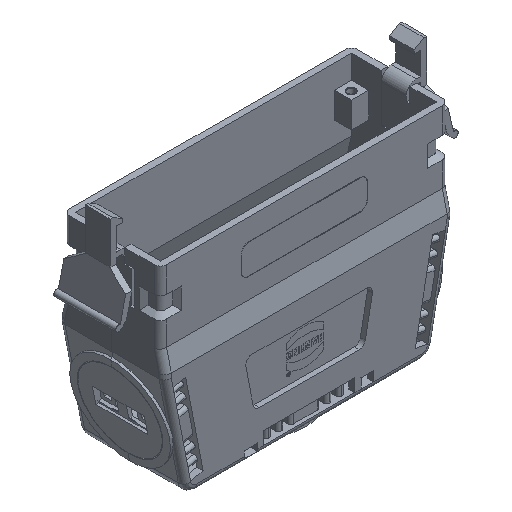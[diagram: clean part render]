
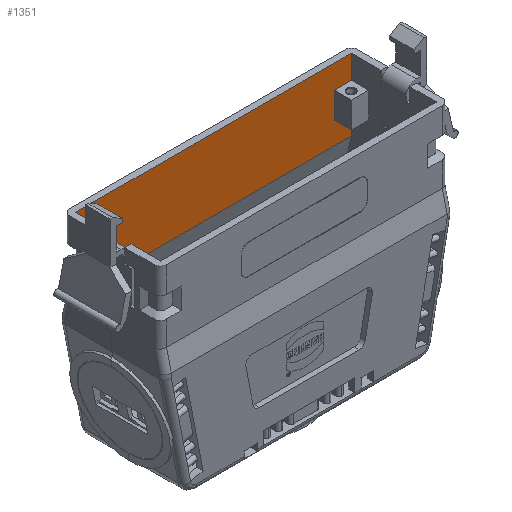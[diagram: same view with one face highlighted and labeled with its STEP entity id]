
A CAD part, isometric view. The second image highlights one B-rep face of the part: STEP entity #1351.
In plain terms, the highlighted planar face has unit normal (0, -1, 0).
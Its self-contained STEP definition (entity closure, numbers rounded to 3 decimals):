
#651=FACE_OUTER_BOUND('',#2827,.T.);
#1351=ADVANCED_FACE('',(#651),#2047,.T.);
#2047=PLANE('',#16614);
#2827=EDGE_LOOP('',(#4698,#4699,#4700,#4701,#4702,#4703,#4704,#4705,#4706,
#4707,#4708,#4709));
#4698=ORIENTED_EDGE('',*,*,#10143,.F.);
#4699=ORIENTED_EDGE('',*,*,#10144,.T.);
#4700=ORIENTED_EDGE('',*,*,#9731,.T.);
#4701=ORIENTED_EDGE('',*,*,#10137,.T.);
#4702=ORIENTED_EDGE('',*,*,#10141,.T.);
#4703=ORIENTED_EDGE('',*,*,#10145,.T.);
#4704=ORIENTED_EDGE('',*,*,#10146,.T.);
#4705=ORIENTED_EDGE('',*,*,#10132,.T.);
#4706=ORIENTED_EDGE('',*,*,#10076,.T.);
#4707=ORIENTED_EDGE('',*,*,#10079,.T.);
#4708=ORIENTED_EDGE('',*,*,#10082,.T.);
#4709=ORIENTED_EDGE('',*,*,#10131,.T.);
#8106=VERTEX_POINT('',#22356);
#8107=VERTEX_POINT('',#22358);
#8352=VERTEX_POINT('',#23097);
#8353=VERTEX_POINT('',#23099);
#8354=VERTEX_POINT('',#23103);
#8356=VERTEX_POINT('',#23109);
#8390=VERTEX_POINT('',#23207);
#8391=VERTEX_POINT('',#23210);
#8395=VERTEX_POINT('',#23219);
#8397=VERTEX_POINT('',#23226);
#8398=VERTEX_POINT('',#23232);
#8399=VERTEX_POINT('',#23235);
#9731=EDGE_CURVE('',#8107,#8106,#12674,.T.);
#10076=EDGE_CURVE('',#8353,#8352,#12939,.T.);
#10079=EDGE_CURVE('',#8352,#8354,#12942,.T.);
#10082=EDGE_CURVE('',#8354,#8356,#12944,.T.);
#10131=EDGE_CURVE('',#8356,#8390,#12984,.T.);
#10132=EDGE_CURVE('',#8391,#8353,#12985,.T.);
#10137=EDGE_CURVE('',#8106,#8395,#12990,.T.);
#10141=EDGE_CURVE('',#8395,#8397,#12994,.T.);
#10143=EDGE_CURVE('',#8398,#8390,#12996,.T.);
#10144=EDGE_CURVE('',#8398,#8107,#12997,.T.);
#10145=EDGE_CURVE('',#8397,#8399,#12998,.T.);
#10146=EDGE_CURVE('',#8399,#8391,#12999,.T.);
#12674=LINE('',#22357,#14554);
#12939=LINE('',#23098,#14819);
#12942=LINE('',#23104,#14822);
#12944=LINE('',#23110,#14824);
#12984=LINE('',#23208,#14864);
#12985=LINE('',#23209,#14865);
#12990=LINE('',#23220,#14870);
#12994=LINE('',#23227,#14874);
#12996=LINE('',#23231,#14876);
#12997=LINE('',#23233,#14877);
#12998=LINE('',#23234,#14878);
#12999=LINE('',#23236,#14879);
#14554=VECTOR('',#18044,1.);
#14819=VECTOR('',#18663,1.);
#14822=VECTOR('',#18668,1.);
#14824=VECTOR('',#18674,1.);
#14864=VECTOR('',#18762,1.);
#14865=VECTOR('',#18763,1.);
#14870=VECTOR('',#18770,1.);
#14874=VECTOR('',#18776,1.);
#14876=VECTOR('',#18782,1.);
#14877=VECTOR('',#18783,1.);
#14878=VECTOR('',#18784,1.);
#14879=VECTOR('',#18785,1.);
#16614=AXIS2_PLACEMENT_3D('',#23237,#18786,#18787);
#18044=DIRECTION('',(1.,0.,0.));
#18663=DIRECTION('',(-1.,0.,0.));
#18668=DIRECTION('',(0.,0.,1.));
#18674=DIRECTION('',(1.,0.,0.));
#18762=DIRECTION('',(0.,0.,1.));
#18763=DIRECTION('',(0.,0.,1.));
#18770=DIRECTION('',(0.,0.,-1.));
#18776=DIRECTION('',(-1.,0.,0.));
#18782=DIRECTION('',(1.,0.,0.));
#18783=DIRECTION('',(0.,0.,-1.));
#18784=DIRECTION('',(0.,0.,-1.));
#18785=DIRECTION('',(1.,0.,0.));
#18786=DIRECTION('',(0.,-1.,0.));
#18787=DIRECTION('',(0.,0.,-1.));
#22356=CARTESIAN_POINT('',(-48.75,17.1,0.));
#22357=CARTESIAN_POINT('',(-54.75,17.1,0.));
#22358=CARTESIAN_POINT('',(-55.75,17.1,0.));
#23097=CARTESIAN_POINT('',(48.75,17.1,-10.5));
#23098=CARTESIAN_POINT('',(54.75,17.1,-10.5));
#23099=CARTESIAN_POINT('',(55.75,17.1,-10.5));
#23103=CARTESIAN_POINT('',(48.75,17.1,0.));
#23104=CARTESIAN_POINT('',(48.75,17.1,-10.5));
#23109=CARTESIAN_POINT('',(55.75,17.1,0.));
#23110=CARTESIAN_POINT('',(48.75,17.1,0.));
#23207=CARTESIAN_POINT('',(55.75,17.1,9.5));
#23208=CARTESIAN_POINT('',(55.75,17.1,48.125));
#23209=CARTESIAN_POINT('',(55.75,17.1,48.125));
#23210=CARTESIAN_POINT('',(55.75,17.1,-19.5));
#23219=CARTESIAN_POINT('',(-48.75,17.1,-10.5));
#23220=CARTESIAN_POINT('',(-48.75,17.1,0.));
#23226=CARTESIAN_POINT('',(-55.75,17.1,-10.5));
#23227=CARTESIAN_POINT('',(-48.75,17.1,-10.5));
#23231=CARTESIAN_POINT('',(1.75,17.1,9.5));
#23232=CARTESIAN_POINT('',(-55.75,17.1,9.5));
#23233=CARTESIAN_POINT('',(-55.75,17.1,48.125));
#23234=CARTESIAN_POINT('',(-55.75,17.1,48.125));
#23235=CARTESIAN_POINT('',(-55.75,17.1,-19.5));
#23236=CARTESIAN_POINT('',(-54.75,17.1,-19.5));
#23237=CARTESIAN_POINT('',(-55.85,17.1,48.125));
